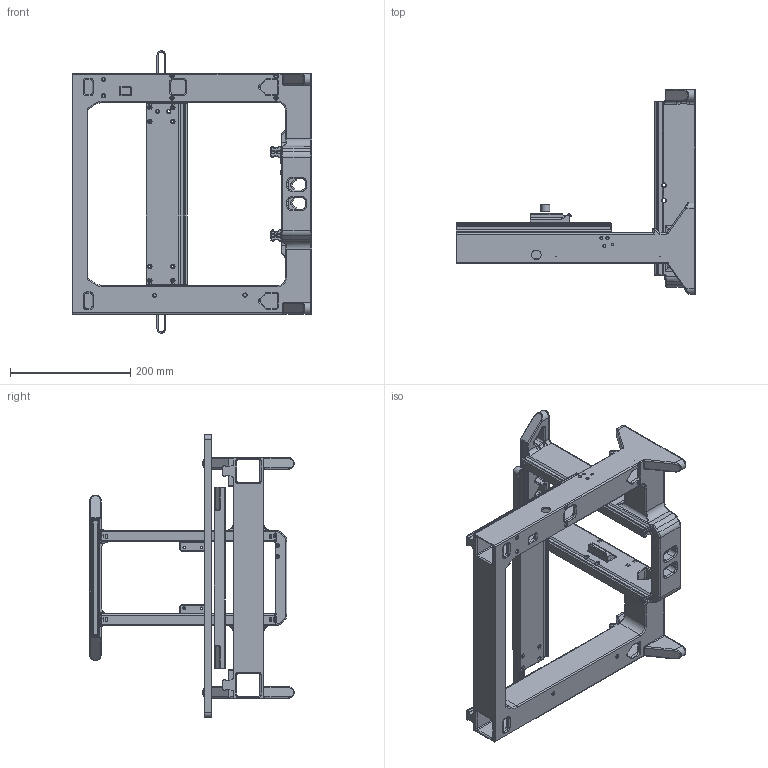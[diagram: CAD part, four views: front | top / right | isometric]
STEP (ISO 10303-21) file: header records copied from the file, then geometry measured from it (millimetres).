
FILE_DESCRIPTION(/* description */ (''),/* implementation_level */ '2;1');
FILE_NAME(/* name */ 'RepRap Descendant v1-0.step',/* time_stamp */ '2019-10-20T17:48:50-07:00',/* author */ (''),/* organization */ (''),/* preprocessor_version */ 'ST-DEVELOPER v18',/* originating_system */ 'Autodesk Translation Framework v8.6.0.1094',/* authorisation */ '');
FILE_SCHEMA (('AUTOMOTIVE_DESIGN { 1 0 10303 214 3 1 1 }'));
Products named in the file (3): MULBOT_DL1; X-AXIS ASSY; Reprap Descendant Parts
Assembly tree (2 placements, depth 2):
  MULBOT_DL1
    X-AXIS ASSY
    Reprap Descendant Parts
Bounding box: 399 x 340.1 x 469.86 mm (x, y, z)
Volume: 2974955.9 mm3; surface area: 645389.3 mm2
Topology: 3 solids, 3 shells, 1822 faces, 4604 edges, 2762 vertices
Faces by surface type: cylinder 800, plane 496, torus 262, bspline 132, cone 102, sphere 30
Full cylindrical faces by diameter (mm): 3.404 x28, 5.055 x19, 5.08 x5, 5.1 x3, 6.35 x4, 6.502 x4, 15.875 x1
Entity records: 61925 total; most frequent: CARTESIAN_POINT 17554, DIRECTION 9686, ORIENTED_EDGE 9152, EDGE_CURVE 4576, AXIS2_PLACEMENT_3D 3742, VERTEX_POINT 2762, LINE 2202, VECTOR 2202
